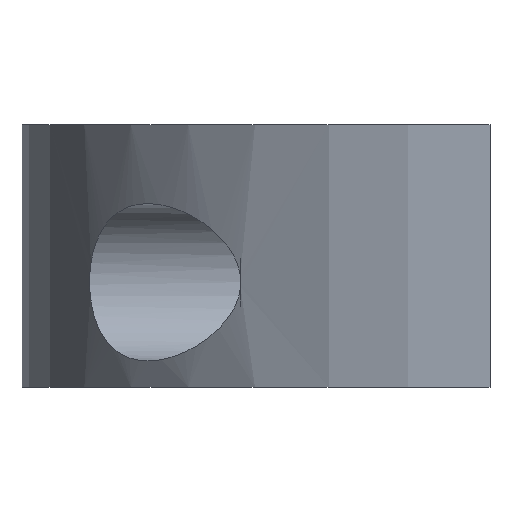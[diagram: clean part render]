
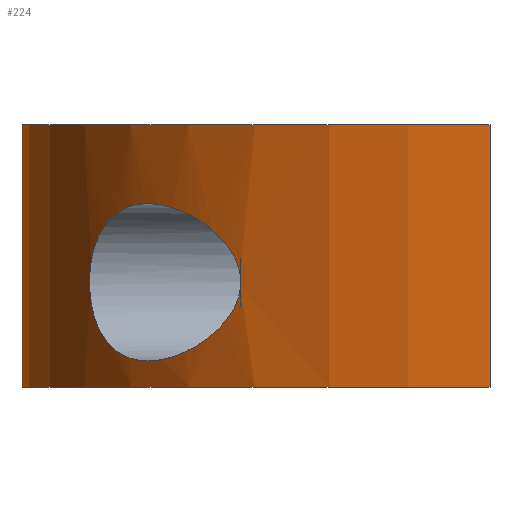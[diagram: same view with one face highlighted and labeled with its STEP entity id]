
A CAD part, front view. The second image highlights one B-rep face of the part: STEP entity #224.
In plain terms, the highlighted cylindrical face has radius 27.5 mm (diameter 55 mm), a partial arc.
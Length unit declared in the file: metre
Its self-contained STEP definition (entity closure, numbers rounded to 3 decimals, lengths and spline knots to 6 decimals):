
#20=CIRCLE('',#254,0.0275);
#21=CIRCLE('',#255,0.0275);
#36=LINE('',#405,#44);
#37=LINE('',#410,#45);
#44=VECTOR('',#289,1.);
#45=VECTOR('',#292,1.);
#52=ORIENTED_EDGE('',*,*,#104,.F.);
#53=ORIENTED_EDGE('',*,*,#105,.F.);
#54=ORIENTED_EDGE('',*,*,#106,.F.);
#55=ORIENTED_EDGE('',*,*,#107,.F.);
#56=ORIENTED_EDGE('',*,*,#108,.F.);
#57=ORIENTED_EDGE('',*,*,#109,.T.);
#104=EDGE_CURVE('',#130,#130,#150,.T.);
#105=EDGE_CURVE('',#131,#131,#151,.T.);
#106=EDGE_CURVE('',#132,#133,#36,.T.);
#107=EDGE_CURVE('',#134,#132,#20,.T.);
#108=EDGE_CURVE('',#135,#134,#37,.F.);
#109=EDGE_CURVE('',#135,#133,#21,.T.);
#130=VERTEX_POINT('',#382);
#131=VERTEX_POINT('',#404);
#132=VERTEX_POINT('',#406);
#133=VERTEX_POINT('',#407);
#134=VERTEX_POINT('',#409);
#135=VERTEX_POINT('',#411);
#150=B_SPLINE_CURVE_WITH_KNOTS('',3,(#361,#362,#363,#364,#365,#366,#367,
#368,#369,#370,#371,#372,#373,#374,#375,#376,#377,#378,#379,#380,#381),
 .UNSPECIFIED.,.T.,.F.,(1,1,1,1,1,1,1,1,1,1,1,1,1,1,1,1,1,1,1,1,1,1,1,1,
1),(0.020621,0.022734,0.02379,0.024847,
0.025903,0.026959,0.029072,0.031185,
0.033297,0.03541,0.037523,0.039636,
0.041748,0.043861,0.045974,0.048086,
0.050199,0.052312,0.054424,0.056537,
0.057593,0.05865,0.059706,0.060762,
0.062875),.UNSPECIFIED.);
#151=B_SPLINE_CURVE_WITH_KNOTS('',3,(#383,#384,#385,#386,#387,#388,#389,
#390,#391,#392,#393,#394,#395,#396,#397,#398,#399,#400,#401,#402,#403),
 .UNSPECIFIED.,.T.,.F.,(1,1,1,1,1,1,1,1,1,1,1,1,1,1,1,1,1,1,1,1,1,1,1,1,
1),(0.004735,0.006845,0.0079,0.008956,
0.010011,0.011066,0.013176,0.015287,
0.017397,0.019508,0.021618,0.023728,
0.025839,0.027949,0.03006,0.03217,
0.03428,0.036391,0.038501,0.040612,
0.041667,0.042722,0.043777,0.044832,
0.046943),.UNSPECIFIED.);
#152=EDGE_LOOP('',(#52));
#153=EDGE_LOOP('',(#53));
#154=EDGE_LOOP('',(#54,#55,#56,#57));
#184=FACE_BOUND('',#152,.T.);
#185=FACE_BOUND('',#153,.T.);
#186=FACE_BOUND('',#154,.T.);
#216=CYLINDRICAL_SURFACE('',#253,0.0275);
#224=ADVANCED_FACE('',(#184,#185,#186),#216,.T.);
#253=AXIS2_PLACEMENT_3D('',#360,#287,#288);
#254=AXIS2_PLACEMENT_3D('',#408,#290,#291);
#255=AXIS2_PLACEMENT_3D('',#412,#293,#294);
#287=DIRECTION('',(0.,0.,-1.));
#288=DIRECTION('',(-1.,0.,0.));
#289=DIRECTION('',(0.,0.,-1.));
#290=DIRECTION('',(0.,0.,1.));
#291=DIRECTION('',(1.,0.,0.));
#292=DIRECTION('',(0.,0.,-1.));
#293=DIRECTION('',(0.,0.,1.));
#294=DIRECTION('',(1.,0.,0.));
#360=CARTESIAN_POINT('',(0.,0.,0.103102));
#361=CARTESIAN_POINT('',(-0.015137,-0.022961,0.098534));
#362=CARTESIAN_POINT('',(-0.014931,-0.023093,0.099599));
#363=CARTESIAN_POINT('',(-0.015138,-0.02296,0.10067));
#364=CARTESIAN_POINT('',(-0.015797,-0.022518,0.101867));
#365=CARTESIAN_POINT('',(-0.016962,-0.021673,0.102958));
#366=CARTESIAN_POINT('',(-0.018458,-0.020419,0.103782));
#367=CARTESIAN_POINT('',(-0.019973,-0.018944,0.104171));
#368=CARTESIAN_POINT('',(-0.02138,-0.017338,0.104041));
#369=CARTESIAN_POINT('',(-0.022589,-0.015721,0.103266));
#370=CARTESIAN_POINT('',(-0.023431,-0.01441,0.101742));
#371=CARTESIAN_POINT('',(-0.023743,-0.013872,0.099619));
#372=CARTESIAN_POINT('',(-0.023441,-0.014393,0.097486));
#373=CARTESIAN_POINT('',(-0.022599,-0.015706,0.095943));
#374=CARTESIAN_POINT('',(-0.021387,-0.01733,0.095161));
#375=CARTESIAN_POINT('',(-0.01998,-0.018937,0.095029));
#376=CARTESIAN_POINT('',(-0.01847,-0.020409,0.095412));
#377=CARTESIAN_POINT('',(-0.016959,-0.021675,0.096244));
#378=CARTESIAN_POINT('',(-0.015798,-0.022518,0.097331));
#379=CARTESIAN_POINT('',(-0.015137,-0.022961,0.098534));
#380=CARTESIAN_POINT('',(-0.014931,-0.023093,0.099599));
#381=CARTESIAN_POINT('',(-0.015138,-0.02296,0.10067));
#382=CARTESIAN_POINT('',(-0.015,-0.023049,0.0996));
#383=CARTESIAN_POINT('',(-0.015137,0.02296,0.100668));
#384=CARTESIAN_POINT('',(-0.014931,0.023093,0.0996));
#385=CARTESIAN_POINT('',(-0.015138,0.02296,0.098531));
#386=CARTESIAN_POINT('',(-0.015798,0.022518,0.097332));
#387=CARTESIAN_POINT('',(-0.016961,0.021674,0.096243));
#388=CARTESIAN_POINT('',(-0.018462,0.020415,0.095417));
#389=CARTESIAN_POINT('',(-0.019965,0.018952,0.09503));
#390=CARTESIAN_POINT('',(-0.021378,0.017341,0.095158));
#391=CARTESIAN_POINT('',(-0.022585,0.015726,0.095929));
#392=CARTESIAN_POINT('',(-0.023434,0.014405,0.097465));
#393=CARTESIAN_POINT('',(-0.023743,0.013873,0.099584));
#394=CARTESIAN_POINT('',(-0.023439,0.014396,0.101721));
#395=CARTESIAN_POINT('',(-0.022595,0.015711,0.10326));
#396=CARTESIAN_POINT('',(-0.021386,0.017332,0.104042));
#397=CARTESIAN_POINT('',(-0.019961,0.018957,0.10417));
#398=CARTESIAN_POINT('',(-0.018464,0.020413,0.103784));
#399=CARTESIAN_POINT('',(-0.016961,0.021674,0.102958));
#400=CARTESIAN_POINT('',(-0.015798,0.022518,0.101868));
#401=CARTESIAN_POINT('',(-0.015137,0.02296,0.100668));
#402=CARTESIAN_POINT('',(-0.014931,0.023093,0.0996));
#403=CARTESIAN_POINT('',(-0.015138,0.02296,0.098531));
#404=CARTESIAN_POINT('',(-0.015,0.023049,0.0996));
#405=CARTESIAN_POINT('',(-0.00075,-0.02749,0.103102));
#406=CARTESIAN_POINT('',(-0.00075,-0.02749,0.1086));
#407=CARTESIAN_POINT('',(-0.00075,-0.02749,0.0936));
#408=CARTESIAN_POINT('',(0.,0.,0.1086));
#409=CARTESIAN_POINT('',(-0.00075,0.02749,0.1086));
#410=CARTESIAN_POINT('',(-0.00075,0.02749,0.103102));
#411=CARTESIAN_POINT('',(-0.00075,0.02749,0.0936));
#412=CARTESIAN_POINT('',(0.,0.,0.0936));
